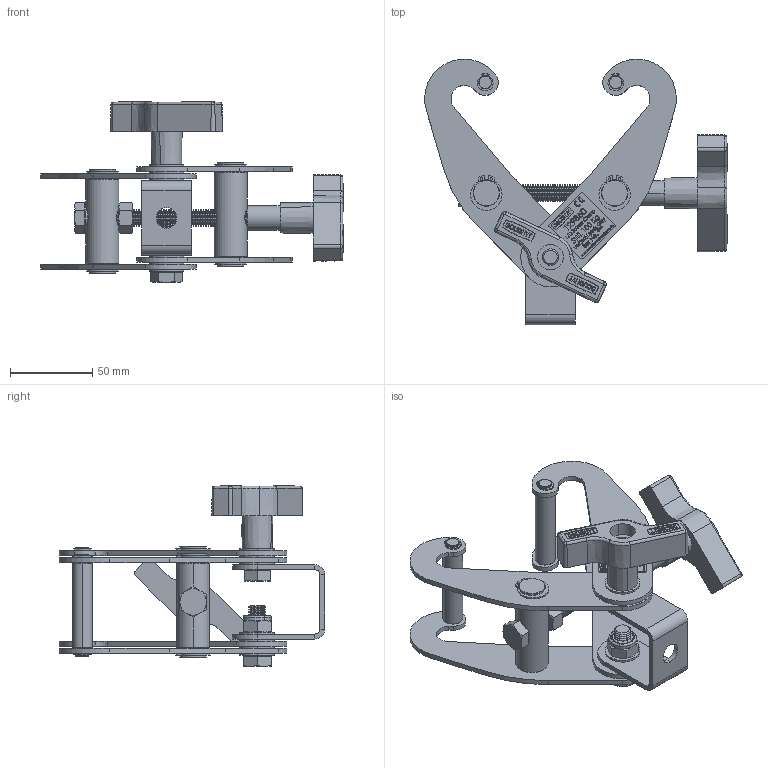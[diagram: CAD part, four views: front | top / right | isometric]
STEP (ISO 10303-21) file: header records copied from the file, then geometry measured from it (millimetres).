
FILE_DESCRIPTION (( 'STEP AP203' ), '1' );
FILE_NAME ('T29850.STEP', '2018-07-19T15:13:24', ( '' ), ( '' ), 'SwSTEP 2.0', 'SolidWorks 2016', '' );
FILE_SCHEMA (( 'CONFIG_CONTROL_DESIGN' ));
Length unit declared in the file: millimetre
Products named in the file (17): TH723; T29850 LABEL; TH725; TH722; S2606; Hex Nut Style 1 GradeAB_Doughty Fastners_Hexagon Nut ISO - 4032 - M10 - D - S; hex screw gradec_doughty fastners - self colour_BS EN 24018 - M10 x 35-WS; TH724; B Washer_Bright washer BS 4320 - M10 (Form B); S2607; TH726; Hex Bolt_ISO 4016 - M10 x 150 x 150-WS; T29850; Doughty Knob_S0132; Hex Bolt_ISO 4016 - M10 x 30 x 30-WS; SW3dPS-nyloc nut, st stl a2 iso_M10 NYLOC; TH1090
Assembly tree (34 placements, depth 3):
  T29850
    TH723
      TH722
      hex screw gradec_doughty fastners - self colour_BS EN 24018 - M10 x 35-WS
    Doughty Knob_S0132  x2
    TH1090
    TH724  x4
    TH725  x2
    TH726  x2
    B Washer_Bright washer BS 4320 - M10 (Form B)  x7
    Hex Bolt_ISO 4016 - M10 x 30 x 30-WS
    Hex Bolt_ISO 4016 - M10 x 150 x 150-WS
    SW3dPS-nyloc nut, st stl a2 iso_M10 NYLOC
    Hex Nut Style 1 GradeAB_Doughty Fastners_Hexagon Nut ISO - 4032 - M10 - D - S
    S2606  x4
    S2607  x4
    T29850 LABEL
Bounding box: 183.47 x 161.14 x 109.65 mm (x, y, z)
Volume: 191563.2 mm3; surface area: 107651.6 mm2
Topology: 33 solids, 33 shells, 3100 faces, 8017 edges, 5184 vertices
Faces by surface type: plane 1095, cylinder 777, cone 692, bspline 516, torus 20
Entity records: 107668 total; most frequent: CARTESIAN_POINT 43581, ORIENTED_EDGE 13498, DIRECTION 11889, EDGE_CURVE 6749, VERTEX_POINT 4350, AXIS2_PLACEMENT_3D 4142, LINE 3605, VECTOR 3605
